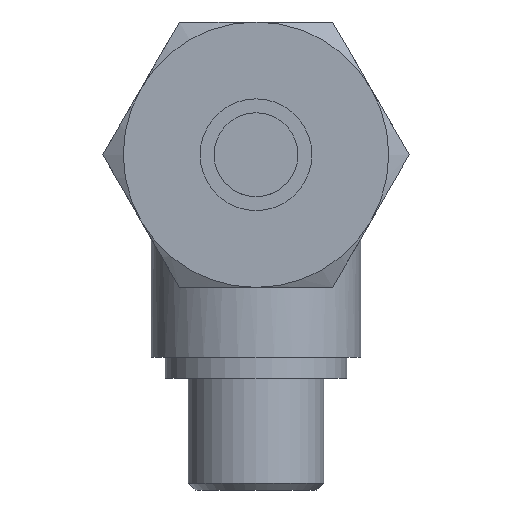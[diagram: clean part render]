
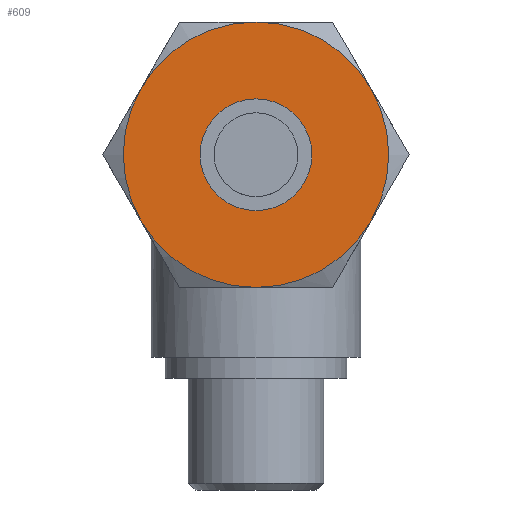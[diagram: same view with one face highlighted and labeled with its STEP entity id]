
A CAD part, left-side view. The second image highlights one B-rep face of the part: STEP entity #609.
In plain terms, the highlighted planar face has unit normal (-1, 0, 0).
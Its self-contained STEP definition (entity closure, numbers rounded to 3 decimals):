
#115=PLANE('',#687);
#246=ORIENTED_EDGE('',*,*,#374,.T.);
#247=ORIENTED_EDGE('',*,*,#375,.F.);
#248=ORIENTED_EDGE('',*,*,#376,.F.);
#249=ORIENTED_EDGE('',*,*,#377,.F.);
#250=ORIENTED_EDGE('',*,*,#378,.F.);
#251=ORIENTED_EDGE('',*,*,#379,.F.);
#252=ORIENTED_EDGE('',*,*,#380,.F.);
#374=EDGE_CURVE('',#441,#441,#477,.T.);
#375=EDGE_CURVE('',#425,#419,#478,.T.);
#376=EDGE_CURVE('',#413,#425,#479,.T.);
#377=EDGE_CURVE('',#428,#413,#480,.T.);
#378=EDGE_CURVE('',#432,#428,#481,.T.);
#379=EDGE_CURVE('',#435,#432,#482,.T.);
#380=EDGE_CURVE('',#419,#435,#483,.T.);
#413=VERTEX_POINT('',#961);
#419=VERTEX_POINT('',#982);
#425=VERTEX_POINT('',#1003);
#428=VERTEX_POINT('',#1019);
#432=VERTEX_POINT('',#1037);
#435=VERTEX_POINT('',#1054);
#441=VERTEX_POINT('',#1090);
#477=CIRCLE('',#688,4.);
#478=CIRCLE('',#689,9.5);
#479=CIRCLE('',#690,9.5);
#480=CIRCLE('',#691,9.5);
#481=CIRCLE('',#692,9.5);
#482=CIRCLE('',#693,9.5);
#483=CIRCLE('',#694,9.5);
#518=EDGE_LOOP('',(#246));
#519=EDGE_LOOP('',(#247,#248,#249,#250,#251,#252));
#561=FACE_BOUND('',#518,.T.);
#562=FACE_BOUND('',#519,.T.);
#609=ADVANCED_FACE('',(#561,#562),#115,.F.);
#687=AXIS2_PLACEMENT_3D('',#1088,#827,#828);
#688=AXIS2_PLACEMENT_3D('',#1089,#829,#830);
#689=AXIS2_PLACEMENT_3D('',#1091,#831,#832);
#690=AXIS2_PLACEMENT_3D('',#1092,#833,#834);
#691=AXIS2_PLACEMENT_3D('',#1093,#835,#836);
#692=AXIS2_PLACEMENT_3D('',#1094,#837,#838);
#693=AXIS2_PLACEMENT_3D('',#1095,#839,#840);
#694=AXIS2_PLACEMENT_3D('',#1096,#841,#842);
#827=DIRECTION('',(1.,0.,0.));
#828=DIRECTION('',(0.,0.,-1.));
#829=DIRECTION('',(1.,0.,0.));
#830=DIRECTION('',(0.,-1.,0.));
#831=DIRECTION('',(1.,0.,0.));
#832=DIRECTION('',(0.,0.,-1.));
#833=DIRECTION('',(1.,0.,0.));
#834=DIRECTION('',(0.,0.,-1.));
#835=DIRECTION('',(1.,0.,0.));
#836=DIRECTION('',(0.,0.,-1.));
#837=DIRECTION('',(1.,0.,0.));
#838=DIRECTION('',(0.,0.,-1.));
#839=DIRECTION('',(1.,0.,0.));
#840=DIRECTION('',(0.,0.,-1.));
#841=DIRECTION('',(1.,0.,0.));
#842=DIRECTION('',(0.,0.,-1.));
#961=CARTESIAN_POINT('',(-39.,0.,9.5));
#982=CARTESIAN_POINT('',(-39.,-8.227,-4.75));
#1003=CARTESIAN_POINT('',(-39.,-8.227,4.75));
#1019=CARTESIAN_POINT('',(-39.,8.227,4.75));
#1037=CARTESIAN_POINT('',(-39.,8.227,-4.75));
#1054=CARTESIAN_POINT('',(-39.,0.,-9.5));
#1088=CARTESIAN_POINT('',(-39.,-0.5,0.));
#1089=CARTESIAN_POINT('',(-39.,0.,0.));
#1090=CARTESIAN_POINT('',(-39.,4.,0.));
#1091=CARTESIAN_POINT('',(-39.,0.,0.));
#1092=CARTESIAN_POINT('',(-39.,0.,0.));
#1093=CARTESIAN_POINT('',(-39.,0.,0.));
#1094=CARTESIAN_POINT('',(-39.,0.,0.));
#1095=CARTESIAN_POINT('',(-39.,0.,0.));
#1096=CARTESIAN_POINT('',(-39.,0.,0.));
